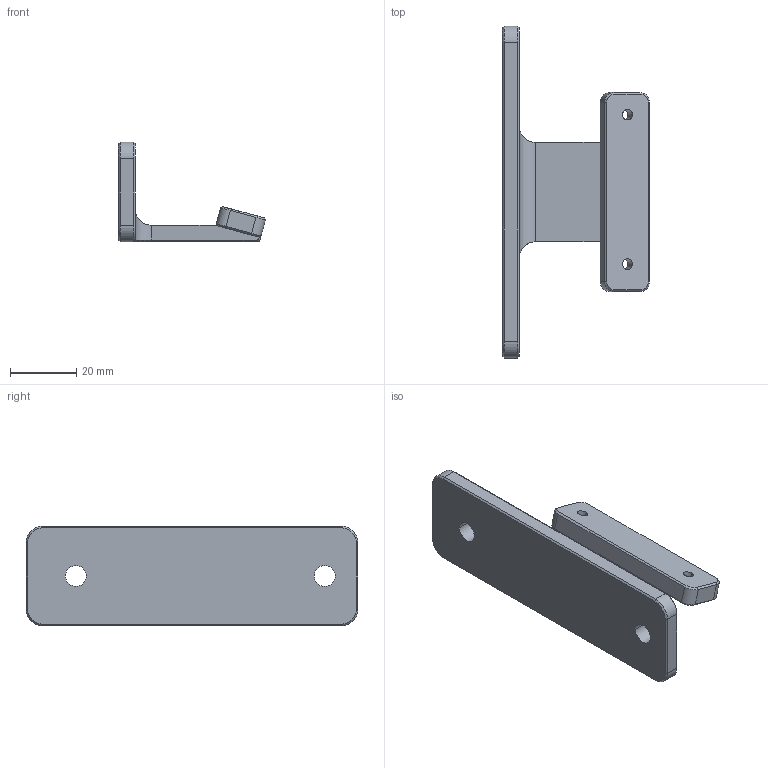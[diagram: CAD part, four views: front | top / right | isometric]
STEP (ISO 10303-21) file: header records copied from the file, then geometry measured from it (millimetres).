
FILE_DESCRIPTION(('CATIA V5 STEP Exchange','CAx-IF Rec.Pracs.--- Model Styling and Organization---1.4--- 2014-01-23'),'2;1');
FILE_NAME('CAM_part1.stp','2024-08-20T15:53:10+00:00',('none'),('none'),'CATIA Version 5-6 Release 2017','CATIA V5 STEP AP214','none');
FILE_SCHEMA(('AUTOMOTIVE_DESIGN { 1 0 10303 214 1 1 1 1 }'));
Length unit declared in the file: millimetre
Products named in the file (1): 底部相机支架
Bounding box: 44.3 x 100 x 30 mm (x, y, z)
Volume: 24499.4 mm3; surface area: 11267.5 mm2
Topology: 1 solids, 1 shells, 84 faces, 196 edges, 118 vertices
Faces by surface type: plane 40, cylinder 24, cone 20
Entity records: 2328 total; most frequent: CARTESIAN_POINT 417, ORIENTED_EDGE 392, DIRECTION 348, EDGE_CURVE 196, AXIS2_PLACEMENT_3D 143, VECTOR 128, LINE 128, VERTEX_POINT 116
